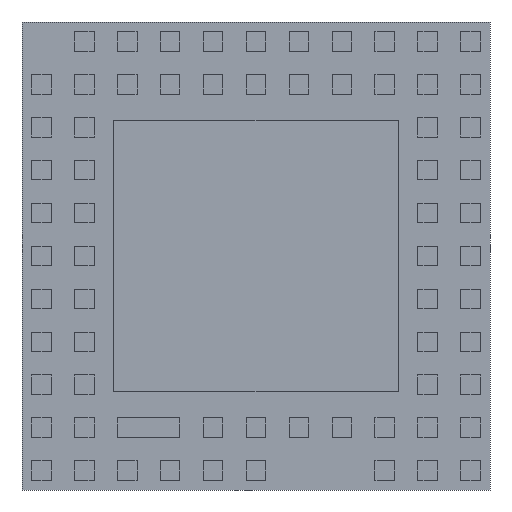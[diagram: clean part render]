
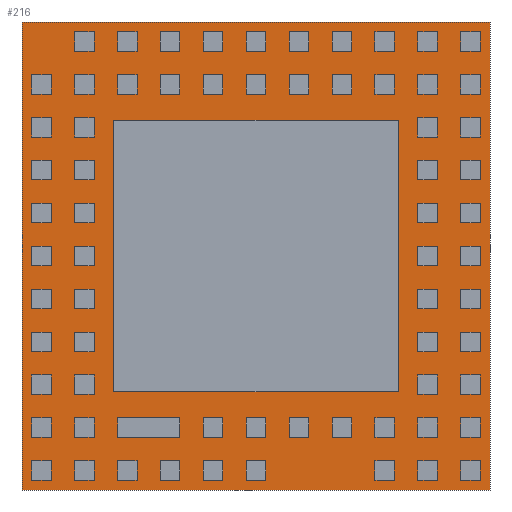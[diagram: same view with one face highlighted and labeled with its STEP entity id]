
A CAD part, front view. The second image highlights one B-rep face of the part: STEP entity #216.
In plain terms, the highlighted planar face has unit normal (0, -1, 0).
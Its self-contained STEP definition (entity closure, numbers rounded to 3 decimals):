
#131 = EDGE_CURVE ( 'NONE', #4975, #499, #5504, .T. ) ;
#216 = ADVANCED_FACE ( 'NONE', ( #3248 ), #8049, .F. ) ;
#499 = VERTEX_POINT ( 'NONE', #2834 ) ;
#506 = CARTESIAN_POINT ( 'NONE',  ( -3., 0.08, 3. ) ) ;
#628 = DIRECTION ( 'NONE',  ( -1., 0., 0. ) ) ;
#900 = EDGE_CURVE ( 'NONE', #499, #10862, #9018, .T. ) ;
#1176 = VECTOR ( 'NONE', #628, 1000. ) ;
#2320 = CARTESIAN_POINT ( 'NONE',  ( 3., 0.08, 3. ) ) ;
#2327 = CARTESIAN_POINT ( 'NONE',  ( -3., 0.08, -3. ) ) ;
#2473 = CARTESIAN_POINT ( 'NONE',  ( -3., 0.08, 3. ) ) ;
#2834 = CARTESIAN_POINT ( 'NONE',  ( 3., 0.08, -3. ) ) ;
#2981 = ORIENTED_EDGE ( 'NONE', *, *, #131, .T. ) ;
#3248 = FACE_OUTER_BOUND ( 'NONE', #11017, .T. ) ;
#3461 = LINE ( 'NONE', #2473, #1176 ) ;
#4079 = CARTESIAN_POINT ( 'NONE',  ( 3., 0.08, 3. ) ) ;
#4212 = DIRECTION ( 'NONE',  ( 0., 0., -1. ) ) ;
#4384 = EDGE_CURVE ( 'NONE', #10862, #11230, #3461, .T. ) ;
#4504 = AXIS2_PLACEMENT_3D ( 'NONE', #11734, #5477, #10929 ) ;
#4519 = VECTOR ( 'NONE', #5970, 1000. ) ;
#4975 = VERTEX_POINT ( 'NONE', #2327 ) ;
#5112 = ORIENTED_EDGE ( 'NONE', *, *, #4384, .T. ) ;
#5332 = CARTESIAN_POINT ( 'NONE',  ( -3., 0.08, 3. ) ) ;
#5477 = DIRECTION ( 'NONE',  ( 0., 1., 0. ) ) ;
#5504 = LINE ( 'NONE', #10454, #4519 ) ;
#5970 = DIRECTION ( 'NONE',  ( 1., 0., 0. ) ) ;
#6338 = VECTOR ( 'NONE', #10059, 1000. ) ;
#6841 = EDGE_CURVE ( 'NONE', #11230, #4975, #6927, .T. ) ;
#6927 = LINE ( 'NONE', #506, #10175 ) ;
#7400 = ORIENTED_EDGE ( 'NONE', *, *, #900, .T. ) ;
#8049 = PLANE ( 'NONE',  #4504 ) ;
#8937 = ORIENTED_EDGE ( 'NONE', *, *, #6841, .T. ) ;
#9018 = LINE ( 'NONE', #4079, #6338 ) ;
#10059 = DIRECTION ( 'NONE',  ( 0., 0., 1. ) ) ;
#10175 = VECTOR ( 'NONE', #4212, 1000. ) ;
#10454 = CARTESIAN_POINT ( 'NONE',  ( -3., 0.08, -3. ) ) ;
#10862 = VERTEX_POINT ( 'NONE', #2320 ) ;
#10929 = DIRECTION ( 'NONE',  ( 0., 0., 1. ) ) ;
#11017 = EDGE_LOOP ( 'NONE', ( #7400, #5112, #8937, #2981 ) ) ;
#11230 = VERTEX_POINT ( 'NONE', #5332 ) ;
#11734 = CARTESIAN_POINT ( 'NONE',  ( 0., 0.08, 0. ) ) ;
